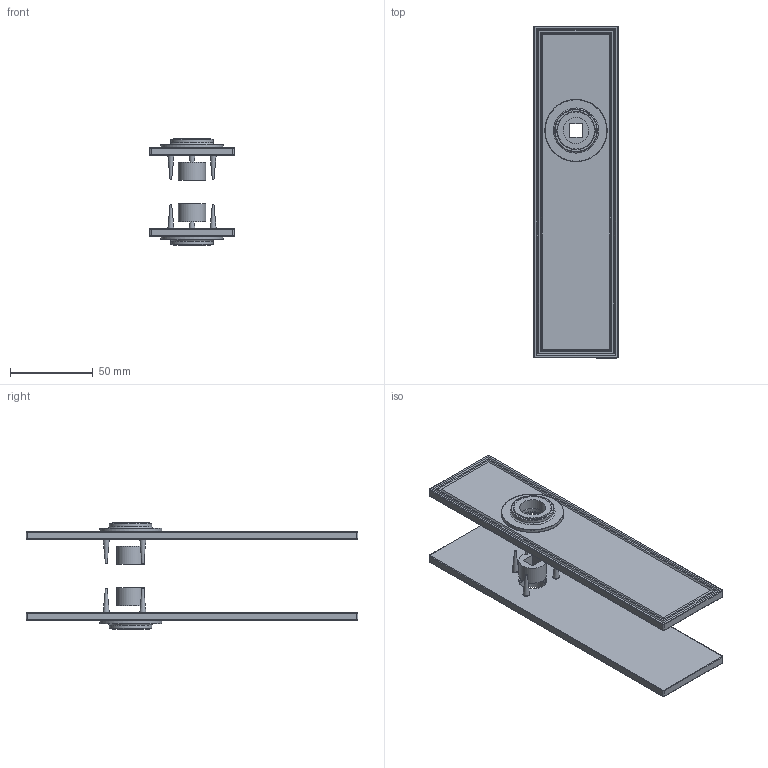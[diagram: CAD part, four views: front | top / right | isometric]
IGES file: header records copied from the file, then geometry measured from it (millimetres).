
Global section: file name: P8035; native system: Autodesk Inventor 2018; preprocessor: unknown; author: adaniels; date: 20190708.084708; units: millimetre
Bounding box: 50.8 x 200 x 64.4 mm (x, y, z)
Volume: 101148.4 mm3; surface area: 60647.1 mm2
Topology: 16 solids, 16 shells, 284 faces, 702 edges, 466 vertices
Faces by surface type: bspline 284
